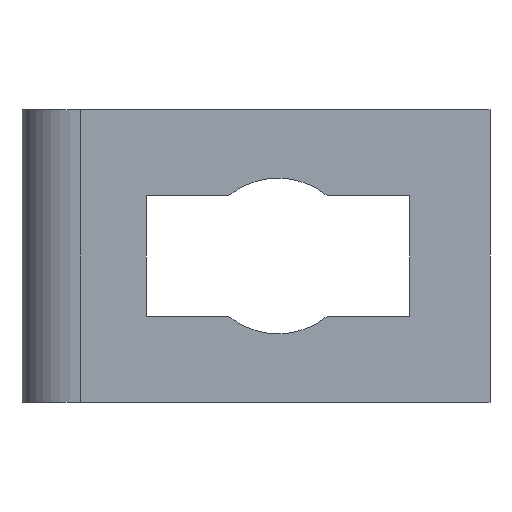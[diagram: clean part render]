
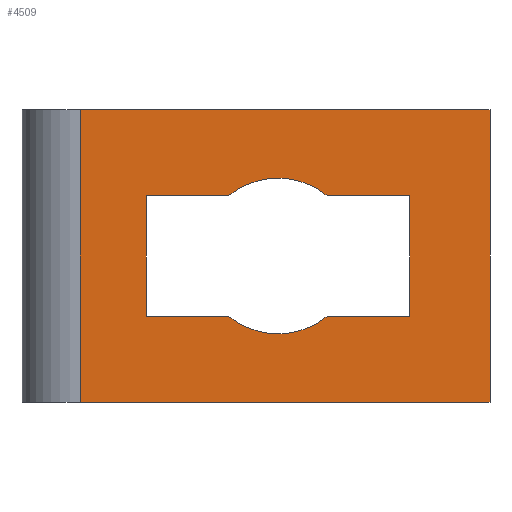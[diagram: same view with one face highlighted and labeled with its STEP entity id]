
A CAD part, front view. The second image highlights one B-rep face of the part: STEP entity #4509.
In plain terms, the highlighted planar face has unit normal (0, -1, 0).
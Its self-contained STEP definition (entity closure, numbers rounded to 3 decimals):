
#4122=CARTESIAN_POINT('',(-47.,0.,-8.25));
#4123=VERTEX_POINT('',#4122);
#4130=CARTESIAN_POINT('',(-35.735,0.,-8.25));
#4131=VERTEX_POINT('',#4130);
#4132=CARTESIAN_POINT('',(-35.735,0.,-8.25));
#4133=DIRECTION('',(-1.0,0.0,0.0));
#4134=VECTOR('',#4133,11.265);
#4135=LINE('',#4132,#4134);
#4136=EDGE_CURVE('',#4131,#4123,#4135,.T.);
#4154=CARTESIAN_POINT('',(-22.265,0.,-8.25));
#4155=VERTEX_POINT('',#4154);
#4156=CARTESIAN_POINT('',(-29.,0.,0.));
#4157=DIRECTION('',(0.0,1.0,0.0));
#4158=DIRECTION('',(-0.632,0.0,-0.775));
#4159=AXIS2_PLACEMENT_3D('',#4156,#4157,#4158);
#4160=CIRCLE('',#4159,10.65);
#4161=EDGE_CURVE('',#4155,#4131,#4160,.T.);
#4179=CARTESIAN_POINT('',(-11.,0.,-8.25));
#4180=VERTEX_POINT('',#4179);
#4181=CARTESIAN_POINT('',(-11.,0.,-8.25));
#4182=DIRECTION('',(-1.0,0.0,0.0));
#4183=VECTOR('',#4182,11.265);
#4184=LINE('',#4181,#4183);
#4185=EDGE_CURVE('',#4180,#4155,#4184,.T.);
#4203=CARTESIAN_POINT('',(-11.,0.,8.25));
#4204=VERTEX_POINT('',#4203);
#4205=CARTESIAN_POINT('',(-11.,0.,8.25));
#4206=DIRECTION('',(0.0,0.0,-1.0));
#4207=VECTOR('',#4206,16.5);
#4208=LINE('',#4205,#4207);
#4209=EDGE_CURVE('',#4204,#4180,#4208,.T.);
#4227=CARTESIAN_POINT('',(-22.265,0.,8.25));
#4228=VERTEX_POINT('',#4227);
#4229=CARTESIAN_POINT('',(-22.265,0.,8.25));
#4230=DIRECTION('',(1.0,0.0,0.0));
#4231=VECTOR('',#4230,11.265);
#4232=LINE('',#4229,#4231);
#4233=EDGE_CURVE('',#4228,#4204,#4232,.T.);
#4251=CARTESIAN_POINT('',(-35.735,0.,8.25));
#4252=VERTEX_POINT('',#4251);
#4253=CARTESIAN_POINT('',(-29.,0.,0.));
#4254=DIRECTION('',(0.0,1.0,0.0));
#4255=DIRECTION('',(0.632,0.0,0.775));
#4256=AXIS2_PLACEMENT_3D('',#4253,#4254,#4255);
#4257=CIRCLE('',#4256,10.65);
#4258=EDGE_CURVE('',#4252,#4228,#4257,.T.);
#4276=CARTESIAN_POINT('',(-47.,0.,8.25));
#4277=VERTEX_POINT('',#4276);
#4278=CARTESIAN_POINT('',(-47.,0.,8.25));
#4279=DIRECTION('',(1.0,0.0,0.0));
#4280=VECTOR('',#4279,11.265);
#4281=LINE('',#4278,#4280);
#4282=EDGE_CURVE('',#4277,#4252,#4281,.T.);
#4300=CARTESIAN_POINT('',(-47.,0.,-8.25));
#4301=DIRECTION('',(0.0,0.0,1.0));
#4302=VECTOR('',#4301,16.5);
#4303=LINE('',#4300,#4302);
#4304=EDGE_CURVE('',#4123,#4277,#4303,.T.);
#4443=CARTESIAN_POINT('',(-56.,0.,20.0));
#4444=VERTEX_POINT('',#4443);
#4462=CARTESIAN_POINT('',(-83.524,0.,0.));
#4463=DIRECTION('',(0.0,1.0,0.0));
#4464=DIRECTION('',(0.0,0.0,1.0));
#4465=AXIS2_PLACEMENT_3D('',#4462,#4463,#4464);
#4466=PLANE('',#4465);
#4467=CARTESIAN_POINT('',(-56.,0.0,-20.0));
#4468=VERTEX_POINT('',#4467);
#4469=CARTESIAN_POINT('',(-56.0,0.,-20.0));
#4470=DIRECTION('',(0.0,0.0,1.0));
#4471=VECTOR('',#4470,40.0);
#4472=LINE('',#4469,#4471);
#4473=EDGE_CURVE('',#4468,#4444,#4472,.T.);
#4474=ORIENTED_EDGE('',*,*,#4473,.F.);
#4475=CARTESIAN_POINT('',(0.0,0.0,-20.0));
#4476=VERTEX_POINT('',#4475);
#4477=CARTESIAN_POINT('',(0.0,0.,-20.0));
#4478=DIRECTION('',(-1.0,0.0,0.0));
#4479=VECTOR('',#4478,56.);
#4480=LINE('',#4477,#4479);
#4481=EDGE_CURVE('',#4476,#4468,#4480,.T.);
#4482=ORIENTED_EDGE('',*,*,#4481,.F.);
#4483=CARTESIAN_POINT('',(0.0,0.0,20.0));
#4484=VERTEX_POINT('',#4483);
#4485=CARTESIAN_POINT('',(0.0,0.,20.0));
#4486=DIRECTION('',(0.0,0.0,-1.0));
#4487=VECTOR('',#4486,40.0);
#4488=LINE('',#4485,#4487);
#4489=EDGE_CURVE('',#4484,#4476,#4488,.T.);
#4490=ORIENTED_EDGE('',*,*,#4489,.F.);
#4491=CARTESIAN_POINT('',(-56.,0.,20.0));
#4492=DIRECTION('',(1.0,0.0,0.0));
#4493=VECTOR('',#4492,56.);
#4494=LINE('',#4491,#4493);
#4495=EDGE_CURVE('',#4444,#4484,#4494,.T.);
#4496=ORIENTED_EDGE('',*,*,#4495,.F.);
#4497=EDGE_LOOP('',(#4474,#4482,#4490,#4496));
#4498=FACE_OUTER_BOUND('',#4497,.T.);
#4499=ORIENTED_EDGE('',*,*,#4136,.T.);
#4500=ORIENTED_EDGE('',*,*,#4304,.T.);
#4501=ORIENTED_EDGE('',*,*,#4282,.T.);
#4502=ORIENTED_EDGE('',*,*,#4258,.T.);
#4503=ORIENTED_EDGE('',*,*,#4233,.T.);
#4504=ORIENTED_EDGE('',*,*,#4209,.T.);
#4505=ORIENTED_EDGE('',*,*,#4185,.T.);
#4506=ORIENTED_EDGE('',*,*,#4161,.T.);
#4507=EDGE_LOOP('',(#4499,#4500,#4501,#4502,#4503,#4504,#4505,#4506));
#4508=FACE_BOUND('',#4507,.T.);
#4509=ADVANCED_FACE('',(#4498,#4508),#4466,.F.);
